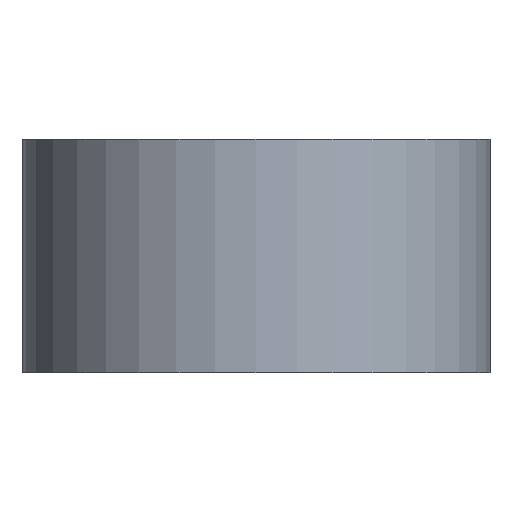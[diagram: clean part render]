
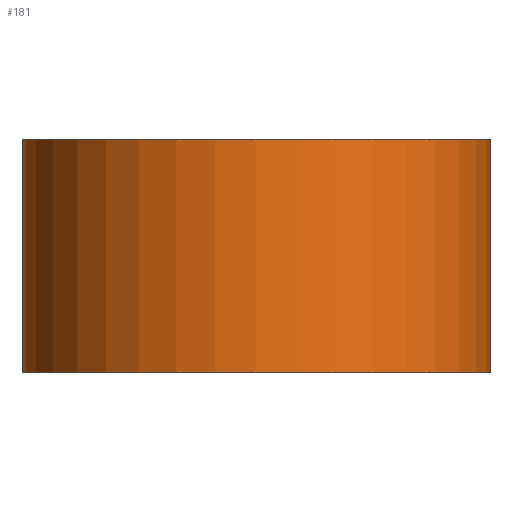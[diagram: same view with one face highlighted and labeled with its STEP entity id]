
A CAD part, left-side view. The second image highlights one B-rep face of the part: STEP entity #181.
In plain terms, the highlighted cylindrical face has radius 50 mm (diameter 100 mm), a partial arc.
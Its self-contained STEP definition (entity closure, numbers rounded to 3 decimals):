
#1 = ORIENTED_EDGE ( 'NONE', *, *, #364, .T. ) ;
#3 = CARTESIAN_POINT ( 'NONE',  ( -500., 0., 0. ) ) ;
#22 = CARTESIAN_POINT ( 'NONE',  ( -500., 50., 50. ) ) ;
#31 = CARTESIAN_POINT ( 'NONE',  ( -500., -50., 0. ) ) ;
#40 = DIRECTION ( 'NONE',  ( 0., 1., 0. ) ) ;
#56 = FACE_OUTER_BOUND ( 'NONE', #105, .T. ) ;
#58 = AXIS2_PLACEMENT_3D ( 'NONE', #233, #59, #150 ) ;
#59 = DIRECTION ( 'NONE',  ( 0., 0., 1. ) ) ;
#88 = DIRECTION ( 'NONE',  ( 0., 0., -1. ) ) ;
#105 = EDGE_LOOP ( 'NONE', ( #1, #367, #228, #273 ) ) ;
#107 = VERTEX_POINT ( 'NONE', #31 ) ;
#108 = EDGE_CURVE ( 'NONE', #202, #133, #206, .T. ) ;
#111 = AXIS2_PLACEMENT_3D ( 'NONE', #361, #265, #387 ) ;
#116 = VECTOR ( 'NONE', #242, 1000. ) ;
#118 = LINE ( 'NONE', #232, #331 ) ;
#123 = CYLINDRICAL_SURFACE ( 'NONE', #111, 50. ) ;
#133 = VERTEX_POINT ( 'NONE', #234 ) ;
#150 = DIRECTION ( 'NONE',  ( 0., 1., 0. ) ) ;
#156 = VERTEX_POINT ( 'NONE', #298 ) ;
#181 = ADVANCED_FACE ( 'NONE', ( #56 ), #123, .T. ) ;
#202 = VERTEX_POINT ( 'NONE', #22 ) ;
#206 = CIRCLE ( 'NONE', #58, 50. ) ;
#213 = DIRECTION ( 'NONE',  ( 0., 0., 1. ) ) ;
#215 = EDGE_CURVE ( 'NONE', #133, #107, #118, .T. ) ;
#228 = ORIENTED_EDGE ( 'NONE', *, *, #108, .F. ) ;
#232 = CARTESIAN_POINT ( 'NONE',  ( -500., -50., 50. ) ) ;
#233 = CARTESIAN_POINT ( 'NONE',  ( -500., 0., 50. ) ) ;
#234 = CARTESIAN_POINT ( 'NONE',  ( -500., -50., 50. ) ) ;
#241 = CIRCLE ( 'NONE', #374, 50. ) ;
#242 = DIRECTION ( 'NONE',  ( 0., 0., -1. ) ) ;
#265 = DIRECTION ( 'NONE',  ( 0., 0., -1. ) ) ;
#273 = ORIENTED_EDGE ( 'NONE', *, *, #356, .T. ) ;
#298 = CARTESIAN_POINT ( 'NONE',  ( -500., 50., 0. ) ) ;
#303 = LINE ( 'NONE', #330, #116 ) ;
#330 = CARTESIAN_POINT ( 'NONE',  ( -500., 50., 50. ) ) ;
#331 = VECTOR ( 'NONE', #88, 1000. ) ;
#356 = EDGE_CURVE ( 'NONE', #202, #156, #303, .T. ) ;
#361 = CARTESIAN_POINT ( 'NONE',  ( -500., 0., 50. ) ) ;
#364 = EDGE_CURVE ( 'NONE', #156, #107, #241, .T. ) ;
#367 = ORIENTED_EDGE ( 'NONE', *, *, #215, .F. ) ;
#374 = AXIS2_PLACEMENT_3D ( 'NONE', #3, #213, #40 ) ;
#387 = DIRECTION ( 'NONE',  ( 0., -1., 0. ) ) ;
